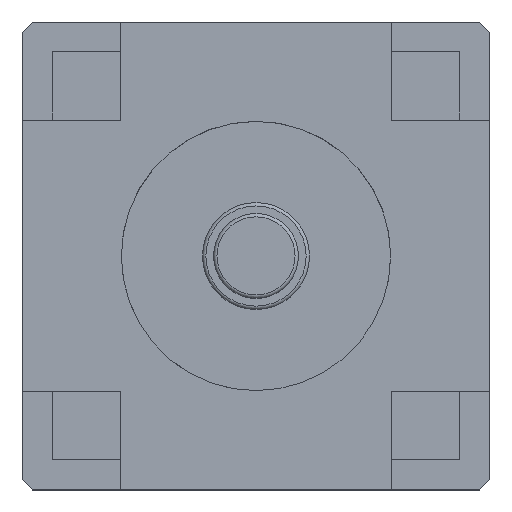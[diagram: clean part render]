
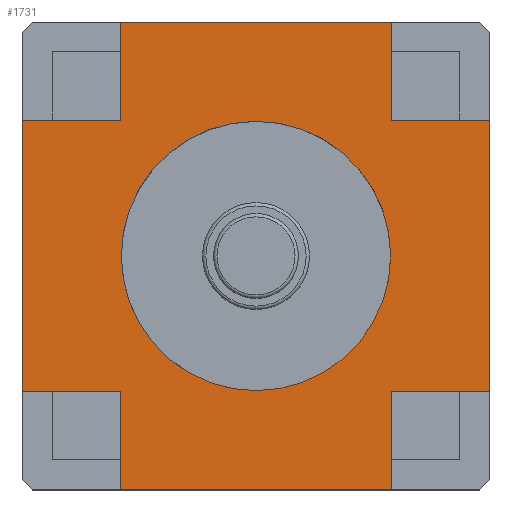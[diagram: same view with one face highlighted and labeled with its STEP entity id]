
A CAD part, top view. The second image highlights one B-rep face of the part: STEP entity #1731.
In plain terms, the highlighted planar face has unit normal (0, 0, 1).
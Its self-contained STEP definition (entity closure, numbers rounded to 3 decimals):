
#50=LINE('',#2387,#150);
#51=LINE('',#2390,#151);
#52=LINE('',#2392,#152);
#53=LINE('',#2394,#153);
#54=LINE('',#2396,#154);
#55=LINE('',#2398,#155);
#56=LINE('',#2400,#156);
#57=LINE('',#2402,#157);
#58=LINE('',#2404,#158);
#59=LINE('',#2406,#159);
#60=LINE('',#2408,#160);
#61=LINE('',#2410,#161);
#150=VECTOR('',#2002,1000.);
#151=VECTOR('',#2003,1000.);
#152=VECTOR('',#2004,1000.);
#153=VECTOR('',#2005,1000.);
#154=VECTOR('',#2006,1000.);
#155=VECTOR('',#2007,1000.);
#156=VECTOR('',#2008,1000.);
#157=VECTOR('',#2009,1000.);
#158=VECTOR('',#2010,1000.);
#159=VECTOR('',#2011,1000.);
#160=VECTOR('',#2012,1000.);
#161=VECTOR('',#2013,1000.);
#313=ORIENTED_EDGE('',*,*,#627,.F.);
#314=ORIENTED_EDGE('',*,*,#628,.T.);
#315=ORIENTED_EDGE('',*,*,#629,.T.);
#316=ORIENTED_EDGE('',*,*,#630,.T.);
#317=ORIENTED_EDGE('',*,*,#631,.F.);
#318=ORIENTED_EDGE('',*,*,#632,.F.);
#319=ORIENTED_EDGE('',*,*,#633,.T.);
#320=ORIENTED_EDGE('',*,*,#634,.T.);
#321=ORIENTED_EDGE('',*,*,#635,.T.);
#322=ORIENTED_EDGE('',*,*,#636,.T.);
#323=ORIENTED_EDGE('',*,*,#637,.F.);
#324=ORIENTED_EDGE('',*,*,#638,.F.);
#325=ORIENTED_EDGE('',*,*,#639,.T.);
#627=EDGE_CURVE('',#788,#788,#887,.T.);
#628=EDGE_CURVE('',#789,#790,#50,.T.);
#629=EDGE_CURVE('',#790,#791,#51,.T.);
#630=EDGE_CURVE('',#791,#792,#52,.T.);
#631=EDGE_CURVE('',#793,#792,#53,.T.);
#632=EDGE_CURVE('',#794,#793,#54,.T.);
#633=EDGE_CURVE('',#794,#795,#55,.T.);
#634=EDGE_CURVE('',#795,#796,#56,.T.);
#635=EDGE_CURVE('',#796,#797,#57,.T.);
#636=EDGE_CURVE('',#797,#798,#58,.T.);
#637=EDGE_CURVE('',#799,#798,#59,.T.);
#638=EDGE_CURVE('',#800,#799,#60,.T.);
#639=EDGE_CURVE('',#800,#789,#61,.T.);
#788=VERTEX_POINT('',#2386);
#789=VERTEX_POINT('',#2388);
#790=VERTEX_POINT('',#2389);
#791=VERTEX_POINT('',#2391);
#792=VERTEX_POINT('',#2393);
#793=VERTEX_POINT('',#2395);
#794=VERTEX_POINT('',#2397);
#795=VERTEX_POINT('',#2399);
#796=VERTEX_POINT('',#2401);
#797=VERTEX_POINT('',#2403);
#798=VERTEX_POINT('',#2405);
#799=VERTEX_POINT('',#2407);
#800=VERTEX_POINT('',#2409);
#887=CIRCLE('',#1831,2.015);
#936=EDGE_LOOP('',(#313));
#937=EDGE_LOOP('',(#314,#315,#316,#317,#318,#319,#320,#321,#322,#323,#324,
#325));
#1044=FACE_BOUND('',#936,.T.);
#1045=FACE_BOUND('',#937,.T.);
#1134=PLANE('',#1830);
#1731=ADVANCED_FACE('',(#1044,#1045),#1134,.T.);
#1830=AXIS2_PLACEMENT_3D('',#2384,#1998,#1999);
#1831=AXIS2_PLACEMENT_3D('',#2385,#2000,#2001);
#1998=DIRECTION('',(0.,0.,1.));
#1999=DIRECTION('',(1.,0.,0.));
#2000=DIRECTION('',(0.,0.,1.));
#2001=DIRECTION('',(1.,0.,0.));
#2002=DIRECTION('',(0.,1.,0.));
#2003=DIRECTION('',(1.,0.,0.));
#2004=DIRECTION('',(0.,1.,0.));
#2005=DIRECTION('',(1.,0.,0.));
#2006=DIRECTION('',(0.,-1.,0.));
#2007=DIRECTION('',(-1.,0.,0.));
#2008=DIRECTION('',(0.,-1.,0.));
#2009=DIRECTION('',(-1.,0.,0.));
#2010=DIRECTION('',(0.,-1.,0.));
#2011=DIRECTION('',(-1.,0.,0.));
#2012=DIRECTION('',(0.,1.,0.));
#2013=DIRECTION('',(1.,0.,0.));
#2384=CARTESIAN_POINT('',(0.,0.,1.));
#2385=CARTESIAN_POINT('',(0.,0.,1.));
#2386=CARTESIAN_POINT('',(2.015,0.,1.));
#2387=CARTESIAN_POINT('',(2.03,-3.5,1.));
#2388=CARTESIAN_POINT('',(2.03,-3.5,1.));
#2389=CARTESIAN_POINT('',(2.03,-2.03,1.));
#2390=CARTESIAN_POINT('',(2.03,-2.03,1.));
#2391=CARTESIAN_POINT('',(3.5,-2.03,1.));
#2392=CARTESIAN_POINT('',(3.5,-3.5,1.));
#2393=CARTESIAN_POINT('',(3.5,2.03,1.));
#2394=CARTESIAN_POINT('',(2.03,2.03,1.));
#2395=CARTESIAN_POINT('',(2.03,2.03,1.));
#2396=CARTESIAN_POINT('',(2.03,3.5,1.));
#2397=CARTESIAN_POINT('',(2.03,3.5,1.));
#2398=CARTESIAN_POINT('',(3.5,3.5,1.));
#2399=CARTESIAN_POINT('',(-2.03,3.5,1.));
#2400=CARTESIAN_POINT('',(-2.03,3.5,1.));
#2401=CARTESIAN_POINT('',(-2.03,2.03,1.));
#2402=CARTESIAN_POINT('',(-2.03,2.03,1.));
#2403=CARTESIAN_POINT('',(-3.5,2.03,1.));
#2404=CARTESIAN_POINT('',(-3.5,3.5,1.));
#2405=CARTESIAN_POINT('',(-3.5,-2.03,1.));
#2406=CARTESIAN_POINT('',(-2.03,-2.03,1.));
#2407=CARTESIAN_POINT('',(-2.03,-2.03,1.));
#2408=CARTESIAN_POINT('',(-2.03,-3.5,1.));
#2409=CARTESIAN_POINT('',(-2.03,-3.5,1.));
#2410=CARTESIAN_POINT('',(-3.5,-3.5,1.));
